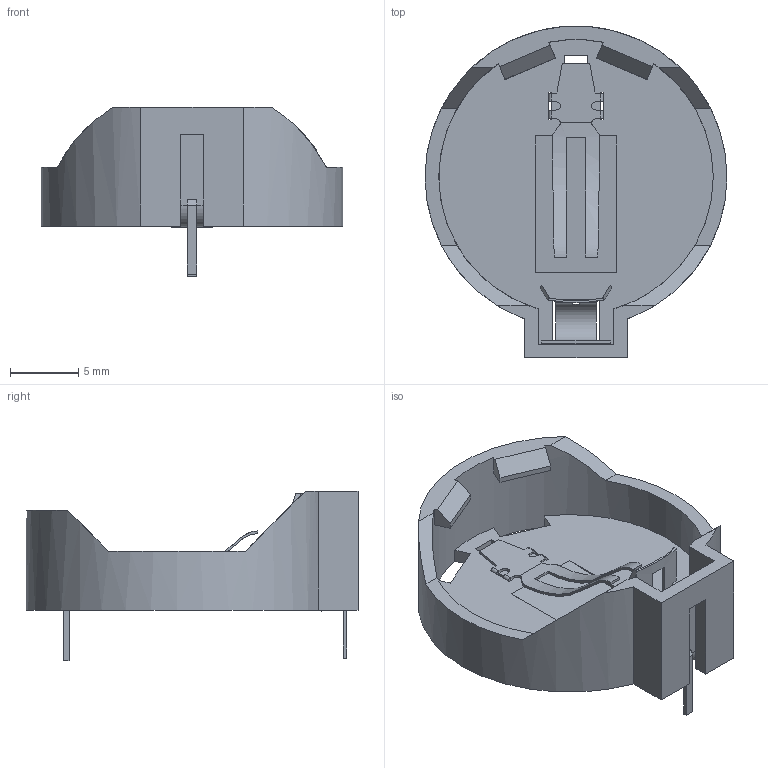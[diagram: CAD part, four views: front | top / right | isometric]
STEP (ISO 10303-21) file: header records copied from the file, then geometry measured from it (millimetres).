
FILE_DESCRIPTION(('FreeCAD Model'),'2;1');
FILE_NAME('Open CASCADE Shape Model','2023-08-25T22:03:21',(''),(''), 'Open CASCADE STEP processor 7.6','FreeCAD','Unknown');
FILE_SCHEMA(('AUTOMOTIVE_DESIGN { 1 0 10303 214 1 1 1 1 }'));
Length unit declared in the file: millimetre
Products named in the file (4): Unnamed; HOUSING; PTERM; NTERM
Assembly tree (3 placements, depth 2):
  Unnamed
    HOUSING
    PTERM
    NTERM
Bounding box: 22.1 x 24.3 x 12.4 mm (x, y, z)
Volume: 750.8 mm3; surface area: 1940.4 mm2
Topology: 1 solids, 3 shells, 169 faces, 520 edges, 349 vertices
Faces by surface type: plane 151, cylinder 14, extrusion 4
Entity records: 6356 total; most frequent: CARTESIAN_POINT 1686, ORIENTED_EDGE 991, DIRECTION 862, EDGE_CURVE 520, VECTOR 408, LINE 404, VERTEX_POINT 349, AXIS2_PLACEMENT_3D 227
